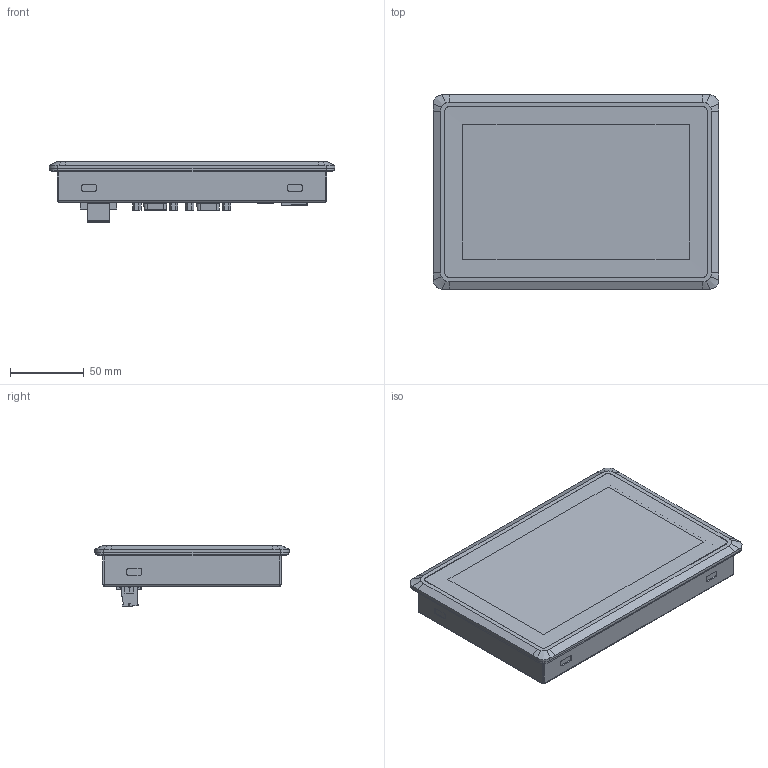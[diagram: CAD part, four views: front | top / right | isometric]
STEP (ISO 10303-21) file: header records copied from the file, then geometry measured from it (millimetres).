
FILE_DESCRIPTION (( 'STEP AP214' ), '1' );
FILE_NAME ('ETÑ-A8TS-HSSE-P-070_Ïàíåëü îïåðàòîðà åìêîñòíàÿ ETÑ 7” ìåòàëëè÷åñêèé êîðïóñ ONI.STEP', '2018-09-25T13:23:32', ( '' ), ( '' ), 'SwSTEP 2.0', 'SolidWorks 2014', '' );
FILE_SCHEMA (( 'AUTOMOTIVE_DESIGN' ));
Length unit declared in the file: millimetre
Products named in the file (1): ETÑ-A8TS-HSSE-P-070_Ïàíåëü îïåðàòîðà åìêîñòíàÿ ETÑ 7” ìåòàëëè÷åñêèé êîðïóñ ONI
Bounding box: 194.3 x 132.1 x 41.15 mm (x, y, z)
Surface area: 185804 mm2 (no closed solid volume)
Topology: 0 solids, 24 shells, 532 faces, 1538 edges, 1018 vertices
Faces by surface type: plane 276, cylinder 168, bspline 56, torus 20, cone 10, sphere 2
Full cylindrical faces by diameter (mm): 0.66 x9
Entity records: 27547 total; most frequent: CARTESIAN_POINT 8500, ORIENTED_EDGE 2643, DIRECTION 2505, EDGE_CURVE 1513, VERTEX_POINT 1018, VECTOR 939, LINE 939, AXIS2_PLACEMENT_3D 783
